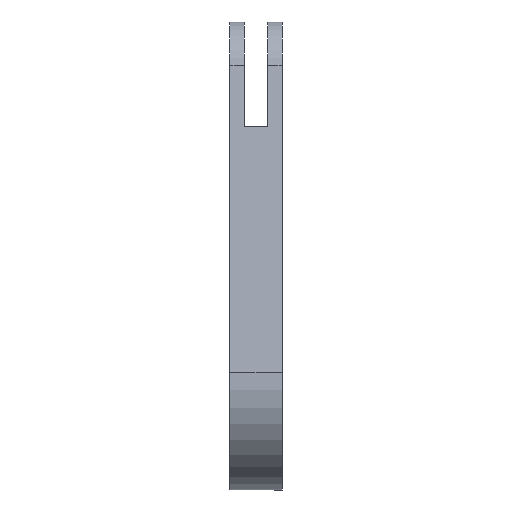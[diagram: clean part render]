
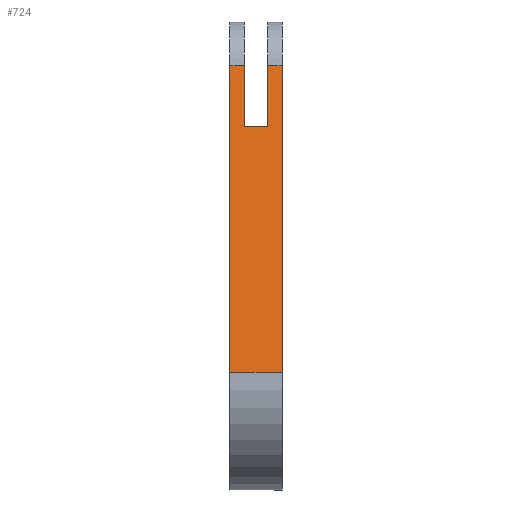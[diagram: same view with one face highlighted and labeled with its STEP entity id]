
A CAD part, front view. The second image highlights one B-rep face of the part: STEP entity #724.
In plain terms, the highlighted planar face has unit normal (0, -0.988, 0.157).
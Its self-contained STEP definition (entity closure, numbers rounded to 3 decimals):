
#9 = LINE ( 'NONE', #1752, #627 ) ;
#39 = CARTESIAN_POINT ( 'NONE',  ( 5.499, -24.691, 153.917 ) ) ;
#49 = EDGE_CURVE ( 'NONE', #443, #2010, #1615, .T. ) ;
#71 = FACE_OUTER_BOUND ( 'NONE', #581, .T. ) ;
#84 = LINE ( 'NONE', #2171, #90 ) ;
#90 = VECTOR ( 'NONE', #2182, 1000. ) ;
#113 = ORIENTED_EDGE ( 'NONE', *, *, #1237, .T. ) ;
#160 = ORIENTED_EDGE ( 'NONE', *, *, #694, .T. ) ;
#198 = AXIS2_PLACEMENT_3D ( 'NONE', #1130, #1084, #1094 ) ;
#206 = VERTEX_POINT ( 'NONE', #1749 ) ;
#215 = EDGE_CURVE ( 'NONE', #1730, #1755, #1064, .T. ) ;
#268 = DIRECTION ( 'NONE',  ( -1., 0., 0. ) ) ;
#392 = PLANE ( 'NONE',  #198 ) ;
#393 = VECTOR ( 'NONE', #1768, 1000. ) ;
#398 = CARTESIAN_POINT ( 'NONE',  ( 5.499, -29.278, 125. ) ) ;
#404 = ORIENTED_EDGE ( 'NONE', *, *, #49, .F. ) ;
#443 = VERTEX_POINT ( 'NONE', #2060 ) ;
#531 = VECTOR ( 'NONE', #1876, 1000. ) ;
#568 = CARTESIAN_POINT ( 'NONE',  ( -12.501, -47.901, 7.598 ) ) ;
#581 = EDGE_LOOP ( 'NONE', ( #1078, #1717, #113, #404, #1865, #804, #160, #1517 ) ) ;
#627 = VECTOR ( 'NONE', #2108, 1000. ) ;
#694 = EDGE_CURVE ( 'NONE', #1755, #206, #84, .T. ) ;
#724 = ADVANCED_FACE ( 'NONE', ( #71 ), #392, .F. ) ;
#753 = CARTESIAN_POINT ( 'NONE',  ( -5.501, -24.691, 153.917 ) ) ;
#804 = ORIENTED_EDGE ( 'NONE', *, *, #215, .T. ) ;
#833 = EDGE_CURVE ( 'NONE', #1901, #2090, #2033, .T. ) ;
#877 = LINE ( 'NONE', #1916, #1224 ) ;
#879 = EDGE_CURVE ( 'NONE', #1901, #1977, #1329, .T. ) ;
#909 = CARTESIAN_POINT ( 'NONE',  ( -12.501, -24.691, 153.917 ) ) ;
#915 = CARTESIAN_POINT ( 'NONE',  ( 12.499, -47.901, 7.598 ) ) ;
#951 = DIRECTION ( 'NONE',  ( 0., 0.157, 0.988 ) ) ;
#1064 = LINE ( 'NONE', #1222, #393 ) ;
#1078 = ORIENTED_EDGE ( 'NONE', *, *, #879, .F. ) ;
#1084 = DIRECTION ( 'NONE',  ( 0., 0.988, -0.157 ) ) ;
#1094 = DIRECTION ( 'NONE',  ( 0., -0.157, -0.988 ) ) ;
#1130 = CARTESIAN_POINT ( 'NONE',  ( -12.501, -47.901, 7.598 ) ) ;
#1189 = CARTESIAN_POINT ( 'NONE',  ( -5.501, -29.278, 125. ) ) ;
#1222 = CARTESIAN_POINT ( 'NONE',  ( -12.501, -47.901, 7.598 ) ) ;
#1224 = VECTOR ( 'NONE', #1736, 1000. ) ;
#1237 = EDGE_CURVE ( 'NONE', #2090, #2010, #877, .T. ) ;
#1290 = VECTOR ( 'NONE', #951, 1000. ) ;
#1329 = LINE ( 'NONE', #1899, #531 ) ;
#1517 = ORIENTED_EDGE ( 'NONE', *, *, #1685, .F. ) ;
#1601 = VECTOR ( 'NONE', #268, 1000. ) ;
#1615 = LINE ( 'NONE', #909, #1740 ) ;
#1656 = LINE ( 'NONE', #2039, #1290 ) ;
#1685 = EDGE_CURVE ( 'NONE', #1977, #206, #9, .T. ) ;
#1717 = ORIENTED_EDGE ( 'NONE', *, *, #833, .T. ) ;
#1730 = VERTEX_POINT ( 'NONE', #568 ) ;
#1736 = DIRECTION ( 'NONE',  ( 0., 0.157, 0.988 ) ) ;
#1740 = VECTOR ( 'NONE', #1778, 1000. ) ;
#1749 = CARTESIAN_POINT ( 'NONE',  ( 12.499, -24.691, 153.917 ) ) ;
#1752 = CARTESIAN_POINT ( 'NONE',  ( -12.501, -24.691, 153.917 ) ) ;
#1755 = VERTEX_POINT ( 'NONE', #915 ) ;
#1768 = DIRECTION ( 'NONE',  ( 1., 0., 0. ) ) ;
#1778 = DIRECTION ( 'NONE',  ( 1., 0., 0. ) ) ;
#1796 = EDGE_CURVE ( 'NONE', #1730, #443, #1656, .T. ) ;
#1865 = ORIENTED_EDGE ( 'NONE', *, *, #1796, .F. ) ;
#1876 = DIRECTION ( 'NONE',  ( 0., 0.157, 0.988 ) ) ;
#1899 = CARTESIAN_POINT ( 'NONE',  ( 5.499, -29.278, 125. ) ) ;
#1901 = VERTEX_POINT ( 'NONE', #398 ) ;
#1916 = CARTESIAN_POINT ( 'NONE',  ( -5.501, -29.278, 125. ) ) ;
#1977 = VERTEX_POINT ( 'NONE', #39 ) ;
#2010 = VERTEX_POINT ( 'NONE', #753 ) ;
#2033 = LINE ( 'NONE', #2240, #1601 ) ;
#2039 = CARTESIAN_POINT ( 'NONE',  ( -12.501, -47.901, 7.598 ) ) ;
#2060 = CARTESIAN_POINT ( 'NONE',  ( -12.501, -24.691, 153.917 ) ) ;
#2090 = VERTEX_POINT ( 'NONE', #1189 ) ;
#2108 = DIRECTION ( 'NONE',  ( 1., 0., 0. ) ) ;
#2171 = CARTESIAN_POINT ( 'NONE',  ( 12.499, -47.901, 7.598 ) ) ;
#2182 = DIRECTION ( 'NONE',  ( 0., 0.157, 0.988 ) ) ;
#2240 = CARTESIAN_POINT ( 'NONE',  ( 5.499, -29.278, 125. ) ) ;
